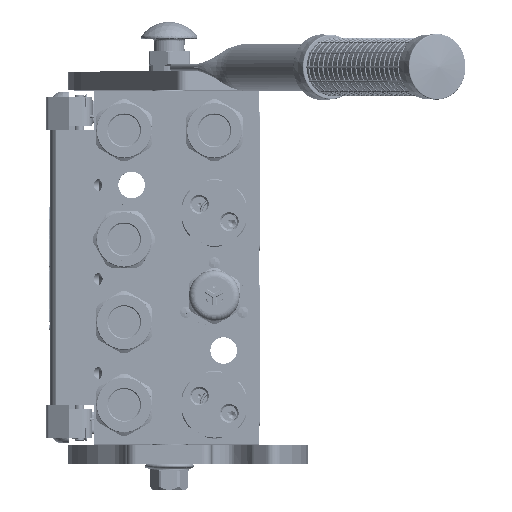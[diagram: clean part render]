
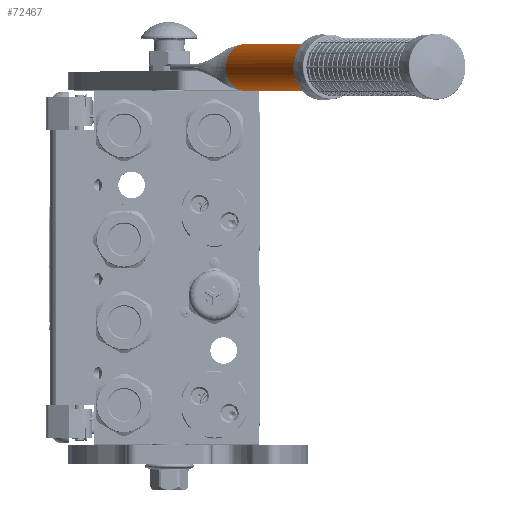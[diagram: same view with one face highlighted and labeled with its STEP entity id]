
A CAD part, top view. The second image highlights one B-rep face of the part: STEP entity #72467.
In plain terms, the highlighted cylindrical face has radius 12.5 mm (diameter 25 mm), a partial arc.
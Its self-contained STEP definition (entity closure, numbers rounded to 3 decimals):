
#2089 = VERTEX_POINT ( 'NONE', #18104 ) ;
#3787 = CARTESIAN_POINT ( 'NONE',  ( 12.474, 0.155, -0.804 ) ) ;
#18104 = CARTESIAN_POINT ( 'NONE',  ( 12.5, 198., 0. ) ) ;
#21302 = DIRECTION ( 'NONE',  ( 0., 1., 0. ) ) ;
#25298 = EDGE_LOOP ( 'NONE', ( #99748, #47128, #153279, #49172, #26529, #167906, #63128 ) ) ;
#26529 = ORIENTED_EDGE ( 'NONE', *, *, #80803, .F. ) ;
#28607 = EDGE_CURVE ( 'NONE', #123688, #97169, #238243, .T. ) ;
#34482 = DIRECTION ( 'NONE',  ( 1., 0., 0. ) ) ;
#38936 = AXIS2_PLACEMENT_3D ( 'NONE', #145256, #253040, #122689 ) ;
#40713 = CARTESIAN_POINT ( 'NONE',  ( -12.456, 0.096, -1.087 ) ) ;
#42139 = CARTESIAN_POINT ( 'NONE',  ( -12.426, 0., -1.36 ) ) ;
#46964 = CARTESIAN_POINT ( 'NONE',  ( 12.467, 0.131, -0.91 ) ) ;
#47128 = ORIENTED_EDGE ( 'NONE', *, *, #77146, .T. ) ;
#48816 = CARTESIAN_POINT ( 'NONE',  ( 12.452, 0.083, -1.1 ) ) ;
#49127 = VERTEX_POINT ( 'NONE', #42139 ) ;
#49172 = ORIENTED_EDGE ( 'NONE', *, *, #28607, .T. ) ;
#52210 = LINE ( 'NONE', #226561, #116183 ) ;
#55754 = DIRECTION ( 'NONE',  ( 0., 1., 0. ) ) ;
#57986 = AXIS2_PLACEMENT_3D ( 'NONE', #235515, #21302, #88928 ) ;
#58724 = B_SPLINE_CURVE_WITH_KNOTS ( 'NONE', 3,
 ( #242358, #90248, #48816, #93031, #220792, #240511, #92097, #46964, #111850, #263824, #3787, #91174, #178613, #241441, #197418, #71450 ),
 .UNSPECIFIED., .F., .F.,
 ( 4, 2, 1, 2, 2, 1, 2, 2, 4 ),
 ( 0., 0.25, 0.313, 0.328, 0.344, 0.375, 0.438, 0.5, 1. ),
 .UNSPECIFIED. ) ;
#63128 = ORIENTED_EDGE ( 'NONE', *, *, #135693, .F. ) ;
#70448 = VERTEX_POINT ( 'NONE', #265179 ) ;
#71450 = CARTESIAN_POINT ( 'NONE',  ( 12.5, 0.24, 0. ) ) ;
#72467 = ADVANCED_FACE ( 'NONE', ( #90058 ), #194455, .T. ) ;
#77146 = EDGE_CURVE ( 'NONE', #142475, #49127, #232783, .T. ) ;
#80306 = CARTESIAN_POINT ( 'NONE',  ( -12.484, 0.186, -0.638 ) ) ;
#80803 = EDGE_CURVE ( 'NONE', #2089, #97169, #86459, .T. ) ;
#86459 = CIRCLE ( 'NONE', #195564, 12.5 ) ;
#88928 = DIRECTION ( 'NONE',  ( 0.994, 0., -0.109 ) ) ;
#90058 = FACE_OUTER_BOUND ( 'NONE', #25298, .T. ) ;
#90248 = CARTESIAN_POINT ( 'NONE',  ( 12.441, 0.049, -1.219 ) ) ;
#90299 = VECTOR ( 'NONE', #208665, 1000. ) ;
#91174 = CARTESIAN_POINT ( 'NONE',  ( 12.478, 0.167, -0.748 ) ) ;
#92097 = CARTESIAN_POINT ( 'NONE',  ( 12.466, 0.13, -0.917 ) ) ;
#93031 = CARTESIAN_POINT ( 'NONE',  ( 12.461, 0.114, -0.981 ) ) ;
#95678 = DIRECTION ( 'NONE',  ( 0., 1., 0. ) ) ;
#97169 = VERTEX_POINT ( 'NONE', #246031 ) ;
#99748 = ORIENTED_EDGE ( 'NONE', *, *, #184327, .T. ) ;
#105632 = CARTESIAN_POINT ( 'NONE',  ( -12.482, 0.182, -0.665 ) ) ;
#111850 = CARTESIAN_POINT ( 'NONE',  ( 12.468, 0.136, -0.889 ) ) ;
#116183 = VECTOR ( 'NONE', #206014, 1000. ) ;
#116264 = B_SPLINE_CURVE_WITH_KNOTS ( 'NONE', 3,
 ( #148930, #273625, #147087, #275459, #231546, #210034, #234317, #80306, #105632, #230636, #168701, #254861, #169625, #40713, #191223 ),
 .UNSPECIFIED., .F., .F.,
 ( 4, 2, 2, 1, 1, 1, 2, 2, 4 ),
 ( 0., 0.25, 0.375, 0.438, 0.469, 0.484, 0.492, 0.5, 1. ),
 .UNSPECIFIED. ) ;
#122542 = CARTESIAN_POINT ( 'NONE',  ( 0., 0., 0. ) ) ;
#122689 = DIRECTION ( 'NONE',  ( 1., 0., 0. ) ) ;
#123688 = VERTEX_POINT ( 'NONE', #145641 ) ;
#135693 = EDGE_CURVE ( 'NONE', #70448, #197869, #58724, .T. ) ;
#142475 = VERTEX_POINT ( 'NONE', #197681 ) ;
#145256 = CARTESIAN_POINT ( 'NONE',  ( 0., 0., 0. ) ) ;
#145641 = CARTESIAN_POINT ( 'NONE',  ( -12.5, 0.24, 0. ) ) ;
#147087 = CARTESIAN_POINT ( 'NONE',  ( -12.499, 0.235, -0.221 ) ) ;
#148930 = CARTESIAN_POINT ( 'NONE',  ( -12.5, 0.24, 0. ) ) ;
#153279 = ORIENTED_EDGE ( 'NONE', *, *, #269068, .F. ) ;
#156052 = CARTESIAN_POINT ( 'NONE',  ( 12.5, 0.24, 0. ) ) ;
#160665 = CARTESIAN_POINT ( 'NONE',  ( 0., 198., 0. ) ) ;
#161307 = CIRCLE ( 'NONE', #206833, 12.5 ) ;
#167906 = ORIENTED_EDGE ( 'NONE', *, *, #210088, .F. ) ;
#168701 = CARTESIAN_POINT ( 'NONE',  ( -12.481, 0.178, -0.683 ) ) ;
#169625 = CARTESIAN_POINT ( 'NONE',  ( -12.472, 0.146, -0.859 ) ) ;
#178613 = CARTESIAN_POINT ( 'NONE',  ( 12.479, 0.172, -0.721 ) ) ;
#184327 = EDGE_CURVE ( 'NONE', #70448, #142475, #161307, .T. ) ;
#187444 = DIRECTION ( 'NONE',  ( 0.994, 0., -0.109 ) ) ;
#191223 = CARTESIAN_POINT ( 'NONE',  ( -12.426, 0., -1.36 ) ) ;
#194455 = CYLINDRICAL_SURFACE ( 'NONE', #38936, 12.5 ) ;
#195564 = AXIS2_PLACEMENT_3D ( 'NONE', #160665, #95678, #34482 ) ;
#197418 = CARTESIAN_POINT ( 'NONE',  ( 12.5, 0.24, -0.216 ) ) ;
#197681 = CARTESIAN_POINT ( 'NONE',  ( 0., 0., -12.5 ) ) ;
#197869 = VERTEX_POINT ( 'NONE', #156052 ) ;
#203498 = CARTESIAN_POINT ( 'NONE',  ( -12.5, 0.24, 0. ) ) ;
#206014 = DIRECTION ( 'NONE',  ( 0., 1., 0. ) ) ;
#206833 = AXIS2_PLACEMENT_3D ( 'NONE', #122542, #55754, #187444 ) ;
#208665 = DIRECTION ( 'NONE',  ( 0., 1., 0. ) ) ;
#210034 = CARTESIAN_POINT ( 'NONE',  ( -12.488, 0.202, -0.541 ) ) ;
#210088 = EDGE_CURVE ( 'NONE', #197869, #2089, #52210, .T. ) ;
#220792 = CARTESIAN_POINT ( 'NONE',  ( 12.464, 0.121, -0.953 ) ) ;
#226561 = CARTESIAN_POINT ( 'NONE',  ( 12.5, 0.24, 0. ) ) ;
#230636 = CARTESIAN_POINT ( 'NONE',  ( -12.482, 0.18, -0.676 ) ) ;
#231546 = CARTESIAN_POINT ( 'NONE',  ( -12.492, 0.214, -0.452 ) ) ;
#232783 = CIRCLE ( 'NONE', #57986, 12.5 ) ;
#234317 = CARTESIAN_POINT ( 'NONE',  ( -12.486, 0.195, -0.586 ) ) ;
#235515 = CARTESIAN_POINT ( 'NONE',  ( 0., 0., 0. ) ) ;
#238243 = LINE ( 'NONE', #203498, #90299 ) ;
#240511 = CARTESIAN_POINT ( 'NONE',  ( 12.466, 0.127, -0.927 ) ) ;
#241441 = CARTESIAN_POINT ( 'NONE',  ( 12.494, 0.221, -0.449 ) ) ;
#242358 = CARTESIAN_POINT ( 'NONE',  ( 12.426, 0., -1.36 ) ) ;
#246031 = CARTESIAN_POINT ( 'NONE',  ( -12.5, 198., 0. ) ) ;
#253040 = DIRECTION ( 'NONE',  ( 0., -1., 0. ) ) ;
#254861 = CARTESIAN_POINT ( 'NONE',  ( -12.481, 0.178, -0.688 ) ) ;
#263824 = CARTESIAN_POINT ( 'NONE',  ( 12.471, 0.146, -0.847 ) ) ;
#265179 = CARTESIAN_POINT ( 'NONE',  ( 12.426, 0., -1.36 ) ) ;
#269068 = EDGE_CURVE ( 'NONE', #123688, #49127, #116264, .T. ) ;
#273625 = CARTESIAN_POINT ( 'NONE',  ( -12.5, 0.24, -0.108 ) ) ;
#275459 = CARTESIAN_POINT ( 'NONE',  ( -12.494, 0.22, -0.394 ) ) ;
